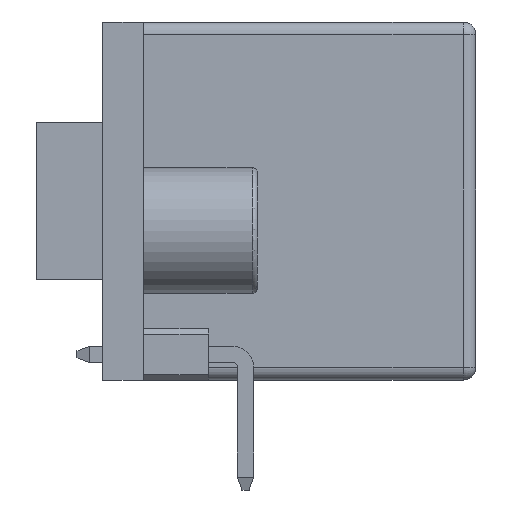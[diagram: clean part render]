
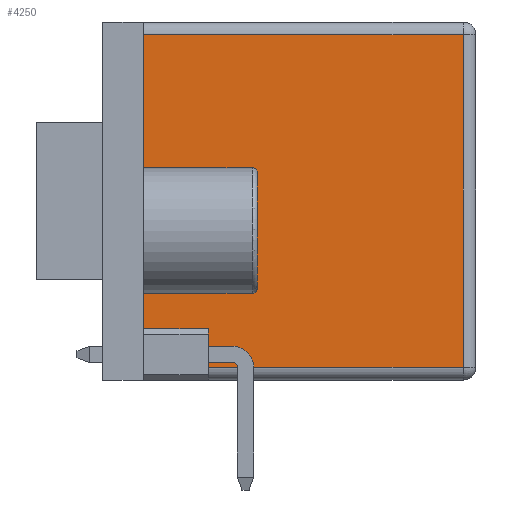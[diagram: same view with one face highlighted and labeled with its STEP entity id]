
A CAD part, left-side view. The second image highlights one B-rep face of the part: STEP entity #4250.
In plain terms, the highlighted planar face has unit normal (-1, 0, 0).
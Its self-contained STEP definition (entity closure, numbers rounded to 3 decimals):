
#234 = VECTOR ( 'NONE', #10532, 1000. ) ;
#332 = ORIENTED_EDGE ( 'NONE', *, *, #8789, .T. ) ;
#805 = CARTESIAN_POINT ( 'NONE',  ( -4.342, -13.8, 6.5 ) ) ;
#1693 = DIRECTION ( 'NONE',  ( 0., 0., -1. ) ) ;
#1802 = CARTESIAN_POINT ( 'NONE',  ( -4.342, -13.3, 6.5 ) ) ;
#2193 = CARTESIAN_POINT ( 'NONE',  ( -4.342, -0.8, 7. ) ) ;
#3540 = FACE_OUTER_BOUND ( 'NONE', #14822, .T. ) ;
#4250 = ADVANCED_FACE ( 'NONE', ( #3540 ), #4916, .F. ) ;
#4344 = DIRECTION ( 'NONE',  ( 0., 1., 0. ) ) ;
#4356 = EDGE_CURVE ( 'NONE', #17186, #12781, #20356, .T. ) ;
#4916 = PLANE ( 'NONE',  #6262 ) ;
#4988 = VECTOR ( 'NONE', #4344, 1000. ) ;
#5803 = CARTESIAN_POINT ( 'NONE',  ( -4.342, -0.8, -6.5 ) ) ;
#5910 = EDGE_CURVE ( 'NONE', #12781, #9769, #21260, .T. ) ;
#6108 = CARTESIAN_POINT ( 'NONE',  ( -4.342, -13.3, -6.5 ) ) ;
#6262 = AXIS2_PLACEMENT_3D ( 'NONE', #6519, #18090, #1693 ) ;
#6519 = CARTESIAN_POINT ( 'NONE',  ( -4.342, -13.8, 7. ) ) ;
#7269 = DIRECTION ( 'NONE',  ( 0., -1., 0. ) ) ;
#7576 = LINE ( 'NONE', #805, #4988 ) ;
#7880 = VECTOR ( 'NONE', #16266, 1000. ) ;
#8789 = EDGE_CURVE ( 'NONE', #9769, #12632, #7576, .T. ) ;
#9769 = VERTEX_POINT ( 'NONE', #1802 ) ;
#10345 = CARTESIAN_POINT ( 'NONE',  ( -4.342, -13.8, -6.5 ) ) ;
#10532 = DIRECTION ( 'NONE',  ( 0., 0., -1. ) ) ;
#11029 = CARTESIAN_POINT ( 'NONE',  ( -4.342, -13.3, 7. ) ) ;
#11711 = EDGE_CURVE ( 'NONE', #12632, #17186, #20323, .T. ) ;
#12632 = VERTEX_POINT ( 'NONE', #19976 ) ;
#12781 = VERTEX_POINT ( 'NONE', #6108 ) ;
#14822 = EDGE_LOOP ( 'NONE', ( #20976, #332, #16697, #15002 ) ) ;
#15002 = ORIENTED_EDGE ( 'NONE', *, *, #4356, .T. ) ;
#16266 = DIRECTION ( 'NONE',  ( 0., 0., 1. ) ) ;
#16697 = ORIENTED_EDGE ( 'NONE', *, *, #11711, .T. ) ;
#17186 = VERTEX_POINT ( 'NONE', #5803 ) ;
#17225 = VECTOR ( 'NONE', #7269, 1000. ) ;
#18090 = DIRECTION ( 'NONE',  ( 1., 0., 0. ) ) ;
#19976 = CARTESIAN_POINT ( 'NONE',  ( -4.342, -0.8, 6.5 ) ) ;
#20323 = LINE ( 'NONE', #2193, #234 ) ;
#20356 = LINE ( 'NONE', #10345, #17225 ) ;
#20976 = ORIENTED_EDGE ( 'NONE', *, *, #5910, .T. ) ;
#21260 = LINE ( 'NONE', #11029, #7880 ) ;
